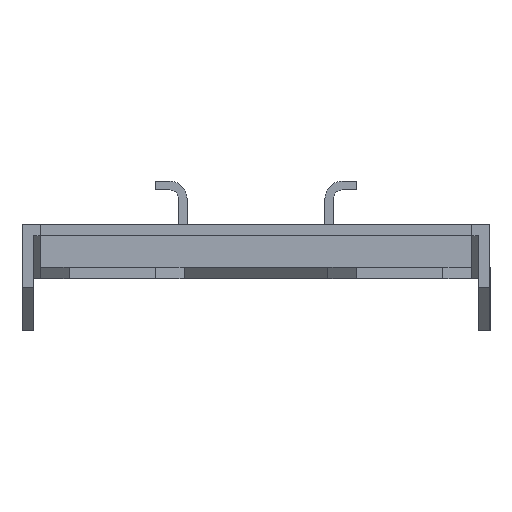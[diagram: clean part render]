
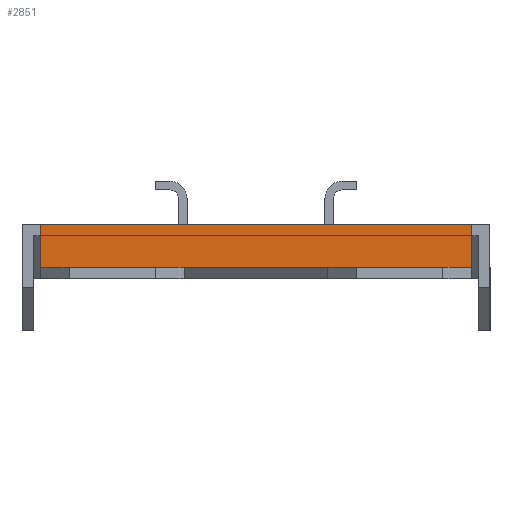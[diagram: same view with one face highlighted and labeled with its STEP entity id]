
A CAD part, left-side view. The second image highlights one B-rep face of the part: STEP entity #2851.
In plain terms, the highlighted planar face has unit normal (-1, 0, 0).
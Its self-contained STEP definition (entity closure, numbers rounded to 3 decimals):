
#708=DIRECTION('',(0.,0.,1.));
#709=VECTOR('',#708,7.5);
#710=CARTESIAN_POINT('',(2495.421,297.374,-5.5));
#711=LINE('',#710,#709);
#715=DIRECTION('',(0.,-1.,0.));
#716=VECTOR('',#715,75.);
#717=CARTESIAN_POINT('',(2495.421,297.374,2.));
#718=LINE('',#717,#716);
#722=DIRECTION('',(0.,0.,-1.));
#723=VECTOR('',#722,7.5);
#724=CARTESIAN_POINT('',(2495.421,222.374,2.));
#725=LINE('',#724,#723);
#729=DIRECTION('',(0.,1.,0.));
#730=VECTOR('',#729,25.);
#731=CARTESIAN_POINT('',(2495.421,222.374,-5.5));
#732=LINE('',#731,#730);
#736=DIRECTION('',(0.,1.,0.));
#737=VECTOR('',#736,25.);
#738=CARTESIAN_POINT('',(2495.421,247.374,-5.5));
#739=LINE('',#738,#737);
#743=DIRECTION('',(0.,1.,0.));
#744=VECTOR('',#743,25.);
#745=CARTESIAN_POINT('',(2495.421,272.374,-5.5));
#746=LINE('',#745,#744);
#2160=CARTESIAN_POINT('',(2495.421,222.374,2.));
#2161=VERTEX_POINT('',#2160);
#2162=CARTESIAN_POINT('',(2495.421,297.374,2.));
#2163=VERTEX_POINT('',#2162);
#2186=CARTESIAN_POINT('',(2495.421,297.374,-5.5));
#2187=VERTEX_POINT('',#2186);
#2194=CARTESIAN_POINT('',(2495.421,222.374,-5.5));
#2195=VERTEX_POINT('',#2194);
#2196=CARTESIAN_POINT('',(2495.421,247.374,-5.5));
#2197=VERTEX_POINT('',#2196);
#2198=CARTESIAN_POINT('',(2495.421,272.374,-5.5));
#2199=VERTEX_POINT('',#2198);
#2834=CARTESIAN_POINT('',(2495.421,259.874,0.));
#2835=DIRECTION('',(-1.,0.,0.));
#2836=DIRECTION('',(0.,-1.,0.));
#2837=AXIS2_PLACEMENT_3D('',#2834,#2835,#2836);
#2838=PLANE('',#2837);
#2840=ORIENTED_EDGE('',*,*,#2839,.T.);
#2841=ORIENTED_EDGE('',*,*,#2484,.T.);
#2842=ORIENTED_EDGE('',*,*,#2811,.T.);
#2844=ORIENTED_EDGE('',*,*,#2843,.T.);
#2846=ORIENTED_EDGE('',*,*,#2845,.T.);
#2848=ORIENTED_EDGE('',*,*,#2847,.T.);
#2849=EDGE_LOOP('',(#2840,#2841,#2842,#2844,#2846,#2848));
#2850=FACE_OUTER_BOUND('',#2849,.F.);
#2484=EDGE_CURVE('',#2163,#2161,#718,.T.);
#2811=EDGE_CURVE('',#2161,#2195,#725,.T.);
#2839=EDGE_CURVE('',#2187,#2163,#711,.T.);
#2843=EDGE_CURVE('',#2195,#2197,#732,.T.);
#2845=EDGE_CURVE('',#2197,#2199,#739,.T.);
#2847=EDGE_CURVE('',#2199,#2187,#746,.T.);
#2851=ADVANCED_FACE('',(#2850),#2838,.T.);
